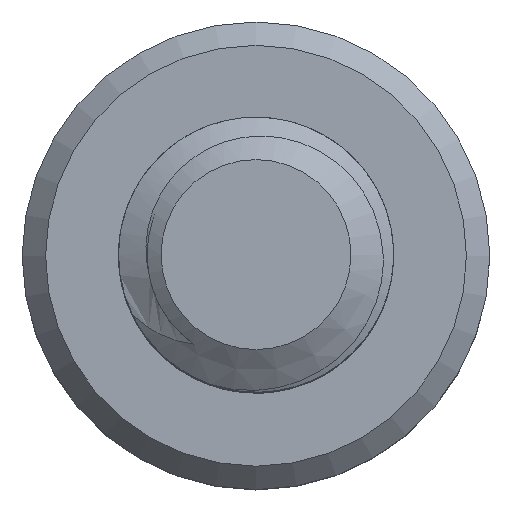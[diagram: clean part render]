
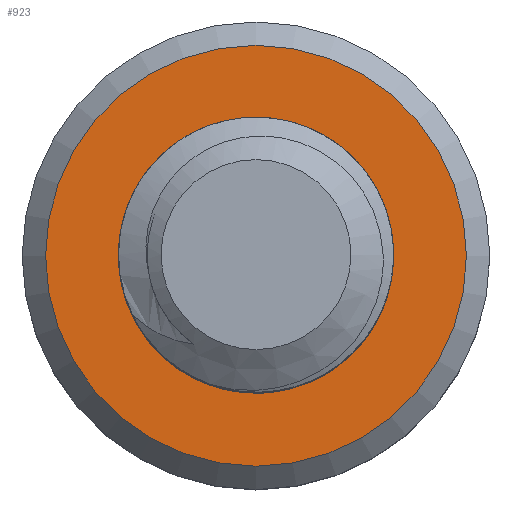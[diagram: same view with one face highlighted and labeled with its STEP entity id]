
A CAD part, top view. The second image highlights one B-rep face of the part: STEP entity #923.
In plain terms, the highlighted planar face has unit normal (0, 0, 1).
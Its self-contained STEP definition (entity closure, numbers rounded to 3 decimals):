
#16=FACE_BOUND('',#141,.T.);
#19=PLANE('',#1015);
#85=FACE_OUTER_BOUND('',#140,.T.);
#140=EDGE_LOOP('',(#803,#804));
#141=EDGE_LOOP('',(#805,#806,#807,#808));
#154=CIRCLE('',#957,2.5);
#158=CIRCLE('',#991,3.825);
#159=CIRCLE('',#992,3.825);
#168=CIRCLE('',#1006,1.98);
#241=B_SPLINE_CURVE_WITH_KNOTS('',3,(#7859,#7860,#7861,#7862,#7863,#7864,
#7865,#7866,#7867,#7868,#7869,#7870,#7871,#7872,#7873,#7874,#7875,#7876,
#7877,#7878,#7879,#7880,#7881,#7882,#7883,#7884,#7885,#7886,#7887,#7888,
#7889,#7890,#7891,#7892,#7893,#7894,#7895,#7896,#7897,#7898,#7899,#7900,
#7901,#7902,#7903,#7904,#7905,#7906,#7907),.UNSPECIFIED.,.F.,.F.,(4,3,3,
3,3,3,3,3,3,3,3,3,3,3,3,3,4),(0.,0.052,0.097,
0.143,0.169,0.189,0.224,
0.268,0.281,0.295,0.388,
0.45,0.516,0.557,0.576,
0.675,0.687),.UNSPECIFIED.);
#242=B_SPLINE_CURVE_WITH_KNOTS('',3,(#8342,#8343,#8344,#8345,#8346,#8347,
#8348,#8349,#8350,#8351,#8352,#8353,#8354,#8355,#8356,#8357,#8358,#8359,
#8360,#8361,#8362,#8363,#8364,#8365,#8366,#8367,#8368,#8369,#8370,#8371,
#8372,#8373,#8374,#8375,#8376,#8377,#8378,#8379,#8380,#8381,#8382,#8383,
#8384,#8385,#8386,#8387,#8388,#8389,#8390),.UNSPECIFIED.,.F.,.F.,(4,3,3,
3,3,3,3,3,3,3,3,3,3,3,3,3,4),(0.,0.069,0.137,0.192,
0.222,0.229,0.248,0.257,0.266,
0.304,0.333,0.355,0.376,
0.383,0.423,0.431,0.497),
 .UNSPECIFIED.);
#337=VERTEX_POINT('',#1225);
#338=VERTEX_POINT('',#1251);
#401=VERTEX_POINT('',#7187);
#402=VERTEX_POINT('',#7189);
#414=VERTEX_POINT('',#7354);
#415=VERTEX_POINT('',#7380);
#428=EDGE_CURVE('',#337,#338,#154,.T.);
#521=EDGE_CURVE('',#402,#401,#158,.T.);
#522=EDGE_CURVE('',#401,#402,#159,.T.);
#539=EDGE_CURVE('',#415,#414,#168,.T.);
#543=EDGE_CURVE('',#414,#338,#241,.T.);
#544=EDGE_CURVE('',#337,#415,#242,.T.);
#803=ORIENTED_EDGE('',*,*,#521,.T.);
#804=ORIENTED_EDGE('',*,*,#522,.T.);
#805=ORIENTED_EDGE('',*,*,#428,.F.);
#806=ORIENTED_EDGE('',*,*,#544,.T.);
#807=ORIENTED_EDGE('',*,*,#539,.T.);
#808=ORIENTED_EDGE('',*,*,#543,.T.);
#923=ADVANCED_FACE('',(#85,#16),#19,.F.);
#957=AXIS2_PLACEMENT_3D('',#1252,#1033,#1034);
#991=AXIS2_PLACEMENT_3D('',#7190,#1131,#1132);
#992=AXIS2_PLACEMENT_3D('',#7191,#1133,#1134);
#1006=AXIS2_PLACEMENT_3D('',#7381,#1164,#1165);
#1015=AXIS2_PLACEMENT_3D('',#8402,#1182,#1183);
#1033=DIRECTION('center_axis',(0.,0.,1.));
#1034=DIRECTION('ref_axis',(1.,0.,0.));
#1131=DIRECTION('center_axis',(0.,0.,1.));
#1132=DIRECTION('ref_axis',(-1.,0.,0.));
#1133=DIRECTION('center_axis',(0.,0.,1.));
#1134=DIRECTION('ref_axis',(-1.,0.,0.));
#1164=DIRECTION('center_axis',(0.,0.,-1.));
#1165=DIRECTION('ref_axis',(1.,0.,0.));
#1182=DIRECTION('center_axis',(0.,0.,-1.));
#1183=DIRECTION('ref_axis',(-1.,0.,0.));
#1225=CARTESIAN_POINT('',(0.,2.5,-12.));
#1251=CARTESIAN_POINT('',(-1.752,1.784,-12.));
#1252=CARTESIAN_POINT('Origin',(0.,0.,-12.));
#7187=CARTESIAN_POINT('',(3.825,0.,-12.));
#7189=CARTESIAN_POINT('',(-3.825,0.,-12.));
#7190=CARTESIAN_POINT('Origin',(0.,0.,-12.));
#7191=CARTESIAN_POINT('Origin',(0.,0.,-12.));
#7354=CARTESIAN_POINT('',(0.,-1.98,-12.));
#7380=CARTESIAN_POINT('',(1.388,-1.413,-12.));
#7381=CARTESIAN_POINT('Origin',(0.,0.,-12.));
#7859=CARTESIAN_POINT('Ctrl Pts',(0.,-1.98,
-12.));
#7860=CARTESIAN_POINT('Ctrl Pts',(-0.172,-1.998,
-12.));
#7861=CARTESIAN_POINT('Ctrl Pts',(-0.345,-1.994,-12.));
#7862=CARTESIAN_POINT('Ctrl Pts',(-0.515,-1.968,
-12.));
#7863=CARTESIAN_POINT('Ctrl Pts',(-0.665,-1.946,
-12.));
#7864=CARTESIAN_POINT('Ctrl Pts',(-0.812,-1.908,-12.));
#7865=CARTESIAN_POINT('Ctrl Pts',(-0.953,-1.854,-12.));
#7866=CARTESIAN_POINT('Ctrl Pts',(-1.096,-1.799,-12.));
#7867=CARTESIAN_POINT('Ctrl Pts',(-1.232,-1.729,-12.));
#7868=CARTESIAN_POINT('Ctrl Pts',(-1.359,-1.646,-12.));
#7869=CARTESIAN_POINT('Ctrl Pts',(-1.432,-1.597,-12.));
#7870=CARTESIAN_POINT('Ctrl Pts',(-1.502,-1.544,-12.));
#7871=CARTESIAN_POINT('Ctrl Pts',(-1.569,-1.487,-12.));
#7872=CARTESIAN_POINT('Ctrl Pts',(-1.619,-1.444,-12.));
#7873=CARTESIAN_POINT('Ctrl Pts',(-1.667,-1.398,-12.));
#7874=CARTESIAN_POINT('Ctrl Pts',(-1.712,-1.352,-12.));
#7875=CARTESIAN_POINT('Ctrl Pts',(-1.789,-1.271,-12.));
#7876=CARTESIAN_POINT('Ctrl Pts',(-1.857,-1.188,-12.));
#7877=CARTESIAN_POINT('Ctrl Pts',(-1.915,-1.106,-12.));
#7878=CARTESIAN_POINT('Ctrl Pts',(-1.989,-1.001,-12.));
#7879=CARTESIAN_POINT('Ctrl Pts',(-2.049,-0.898,
-12.));
#7880=CARTESIAN_POINT('Ctrl Pts',(-2.096,-0.801,
-12.));
#7881=CARTESIAN_POINT('Ctrl Pts',(-2.111,-0.772,-12.));
#7882=CARTESIAN_POINT('Ctrl Pts',(-2.124,-0.744,
-12.));
#7883=CARTESIAN_POINT('Ctrl Pts',(-2.137,-0.716,-12.));
#7884=CARTESIAN_POINT('Ctrl Pts',(-2.149,-0.688,-12.));
#7885=CARTESIAN_POINT('Ctrl Pts',(-2.161,-0.66,
-12.));
#7886=CARTESIAN_POINT('Ctrl Pts',(-2.173,-0.631,
-12.));
#7887=CARTESIAN_POINT('Ctrl Pts',(-2.251,-0.434,-12.));
#7888=CARTESIAN_POINT('Ctrl Pts',(-2.303,-0.227,
-12.));
#7889=CARTESIAN_POINT('Ctrl Pts',(-2.325,-0.017,
-12.));
#7890=CARTESIAN_POINT('Ctrl Pts',(-2.34,0.123,-12.));
#7891=CARTESIAN_POINT('Ctrl Pts',(-2.342,0.265,-12.));
#7892=CARTESIAN_POINT('Ctrl Pts',(-2.331,0.405,-12.));
#7893=CARTESIAN_POINT('Ctrl Pts',(-2.32,0.555,-12.));
#7894=CARTESIAN_POINT('Ctrl Pts',(-2.294,0.703,-12.));
#7895=CARTESIAN_POINT('Ctrl Pts',(-2.254,0.848,-12.));
#7896=CARTESIAN_POINT('Ctrl Pts',(-2.23,0.936,-12.));
#7897=CARTESIAN_POINT('Ctrl Pts',(-2.2,1.023,-12.));
#7898=CARTESIAN_POINT('Ctrl Pts',(-2.166,1.106,-12.));
#7899=CARTESIAN_POINT('Ctrl Pts',(-2.15,1.145,-12.));
#7900=CARTESIAN_POINT('Ctrl Pts',(-2.133,1.184,-12.));
#7901=CARTESIAN_POINT('Ctrl Pts',(-2.115,1.221,-12.));
#7902=CARTESIAN_POINT('Ctrl Pts',(-2.022,1.417,-12.));
#7903=CARTESIAN_POINT('Ctrl Pts',(-1.91,1.589,-12.));
#7904=CARTESIAN_POINT('Ctrl Pts',(-1.793,1.734,-12.));
#7905=CARTESIAN_POINT('Ctrl Pts',(-1.779,1.751,-12.));
#7906=CARTESIAN_POINT('Ctrl Pts',(-1.766,1.767,-12.));
#7907=CARTESIAN_POINT('Ctrl Pts',(-1.752,1.784,-12.));
#8342=CARTESIAN_POINT('Ctrl Pts',(0.,2.5,
-12.));
#8343=CARTESIAN_POINT('Ctrl Pts',(0.23,2.482,-12.));
#8344=CARTESIAN_POINT('Ctrl Pts',(0.457,2.43,-12.));
#8345=CARTESIAN_POINT('Ctrl Pts',(0.672,2.346,-12.));
#8346=CARTESIAN_POINT('Ctrl Pts',(0.881,2.265,-12.));
#8347=CARTESIAN_POINT('Ctrl Pts',(1.078,2.154,-12.));
#8348=CARTESIAN_POINT('Ctrl Pts',(1.256,2.018,-12.));
#8349=CARTESIAN_POINT('Ctrl Pts',(1.403,1.905,-12.));
#8350=CARTESIAN_POINT('Ctrl Pts',(1.536,1.776,-12.));
#8351=CARTESIAN_POINT('Ctrl Pts',(1.653,1.633,-12.));
#8352=CARTESIAN_POINT('Ctrl Pts',(1.716,1.556,-12.));
#8353=CARTESIAN_POINT('Ctrl Pts',(1.773,1.475,-12.));
#8354=CARTESIAN_POINT('Ctrl Pts',(1.826,1.391,-12.));
#8355=CARTESIAN_POINT('Ctrl Pts',(1.838,1.371,-12.));
#8356=CARTESIAN_POINT('Ctrl Pts',(1.85,1.351,-12.));
#8357=CARTESIAN_POINT('Ctrl Pts',(1.863,1.33,-12.));
#8358=CARTESIAN_POINT('Ctrl Pts',(1.896,1.273,-12.));
#8359=CARTESIAN_POINT('Ctrl Pts',(1.931,1.207,-12.));
#8360=CARTESIAN_POINT('Ctrl Pts',(1.965,1.135,-12.));
#8361=CARTESIAN_POINT('Ctrl Pts',(1.982,1.098,-12.));
#8362=CARTESIAN_POINT('Ctrl Pts',(1.999,1.059,-12.));
#8363=CARTESIAN_POINT('Ctrl Pts',(2.015,1.019,-12.));
#8364=CARTESIAN_POINT('Ctrl Pts',(2.029,0.984,-12.));
#8365=CARTESIAN_POINT('Ctrl Pts',(2.042,0.948,-12.));
#8366=CARTESIAN_POINT('Ctrl Pts',(2.054,0.912,-12.));
#8367=CARTESIAN_POINT('Ctrl Pts',(2.11,0.747,-12.));
#8368=CARTESIAN_POINT('Ctrl Pts',(2.145,0.575,-12.));
#8369=CARTESIAN_POINT('Ctrl Pts',(2.159,0.401,-12.));
#8370=CARTESIAN_POINT('Ctrl Pts',(2.169,0.271,-12.));
#8371=CARTESIAN_POINT('Ctrl Pts',(2.168,0.14,-12.));
#8372=CARTESIAN_POINT('Ctrl Pts',(2.155,0.011,-12.));
#8373=CARTESIAN_POINT('Ctrl Pts',(2.144,-0.092,
-12.));
#8374=CARTESIAN_POINT('Ctrl Pts',(2.126,-0.194,-12.));
#8375=CARTESIAN_POINT('Ctrl Pts',(2.101,-0.294,-12.));
#8376=CARTESIAN_POINT('Ctrl Pts',(2.078,-0.386,-12.));
#8377=CARTESIAN_POINT('Ctrl Pts',(2.049,-0.475,-12.));
#8378=CARTESIAN_POINT('Ctrl Pts',(2.014,-0.563,-12.));
#8379=CARTESIAN_POINT('Ctrl Pts',(2.002,-0.595,-12.));
#8380=CARTESIAN_POINT('Ctrl Pts',(1.988,-0.625,-12.));
#8381=CARTESIAN_POINT('Ctrl Pts',(1.975,-0.655,-12.));
#8382=CARTESIAN_POINT('Ctrl Pts',(1.904,-0.812,-12.));
#8383=CARTESIAN_POINT('Ctrl Pts',(1.826,-0.933,-12.));
#8384=CARTESIAN_POINT('Ctrl Pts',(1.765,-1.019,-12.));
#8385=CARTESIAN_POINT('Ctrl Pts',(1.753,-1.036,-12.));
#8386=CARTESIAN_POINT('Ctrl Pts',(1.741,-1.052,-12.));
#8387=CARTESIAN_POINT('Ctrl Pts',(1.729,-1.067,-12.));
#8388=CARTESIAN_POINT('Ctrl Pts',(1.631,-1.197,-12.));
#8389=CARTESIAN_POINT('Ctrl Pts',(1.516,-1.313,-12.));
#8390=CARTESIAN_POINT('Ctrl Pts',(1.388,-1.413,-12.));
#8402=CARTESIAN_POINT('Origin',(0.,0.,-12.));
